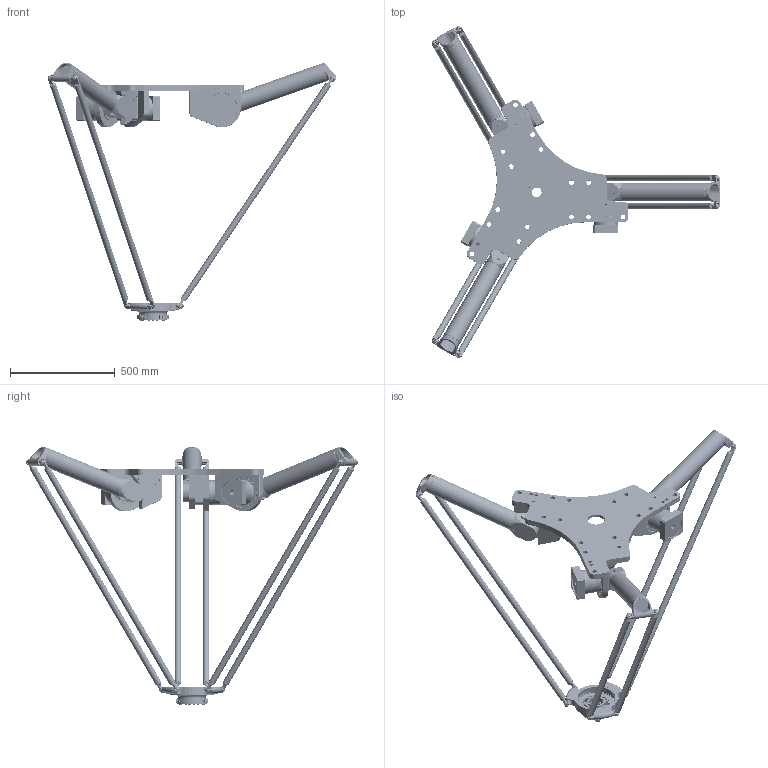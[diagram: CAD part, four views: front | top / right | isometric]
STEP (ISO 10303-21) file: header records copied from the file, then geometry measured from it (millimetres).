
FILE_DESCRIPTION(/* description */ (''),/* implementation_level */ '2;1');
FILE_NAME(/* name */ '3D-model_A_00066-ATS.stp',/* time_stamp */ '2022-02-08T08:50:14+01:00',/* author */ ('michael.schutter'),/* organization */ ('Majatronic'),/* preprocessor_version */ 'ST-DEVELOPER v16.5',/* originating_system */ 'Autodesk Inventor 2017',/* authorisation */ '');
FILE_SCHEMA (('AUTOMOTIVE_DESIGN { 1 0 10303 214 3 1 1 }'));
Length unit declared in the file: millimetre
Products named in the file (10): A_00066_DUMMY; MT_BGR00017940; MT_WST00055161; MT_WST00055121MT_WST; MT_WST00055109MT_WST; MT_WST00069206MT_WST; MT_WST00050309MT_WST; MT_WST00100937; MT_WST00058878MT_WST; MT_WST00058879MT_WST
Assembly tree (25 placements, depth 3):
  A_00066_DUMMY
    MT_BGR00017940
      MT_WST00055161
      MT_WST00055121MT_WST  x3
    MT_WST00055109MT_WST  x3
    MT_WST00050309MT_WST  x6
    MT_WST00069206MT_WST  x6
    MT_WST00100937
    MT_WST00058878MT_WST  x2
    MT_WST00058879MT_WST  x2
Bounding box: 1381.26 x 1587.12 x 1235.69 mm (x, y, z)
Volume: 34352984.2 mm3; surface area: 3104783 mm2
Topology: 24 solids, 45 shells, 3638 faces, 8073 edges, 5111 vertices
Faces by surface type: plane 1790, cylinder 1172, cone 386, torus 194, bspline 94, sphere 2
Full cylindrical faces by diameter (mm): 3 x1, 4 x1, 4.917 x12, 5 x104, 6 x13, 6.5 x4, 8 x72, 8.2 x36, 8.5 x96, 9.6 x3, 10 x5, 10.1 x2, 11.45 x10, 12 x22, 13 x46, 13.835 x9, 14 x10, 15 x14, 15.4 x2, 16 x20, 17.294 x6, 18 x48, 19 x10, 22 x15, 24 x3, 25 x2, 30 x12, 30.01 x6, 40 x3, 46 x1
Entity records: 66645 total; most frequent: CARTESIAN_POINT 20122, DIRECTION 9686, ORIENTED_EDGE 8208, EDGE_CURVE 4104, AXIS2_PLACEMENT_3D 3750, EDGE_LOOP 3022, VERTEX_POINT 2922, LINE 2186
